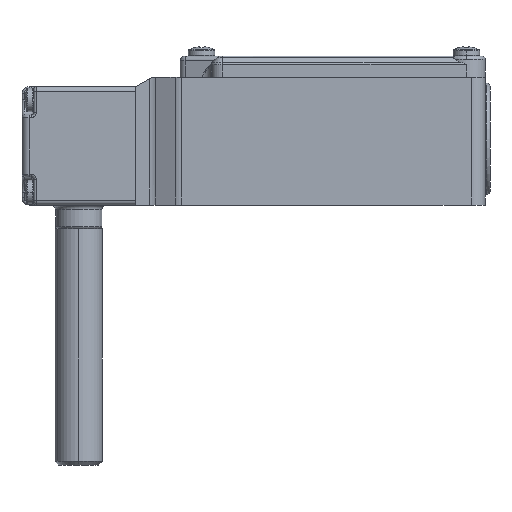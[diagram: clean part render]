
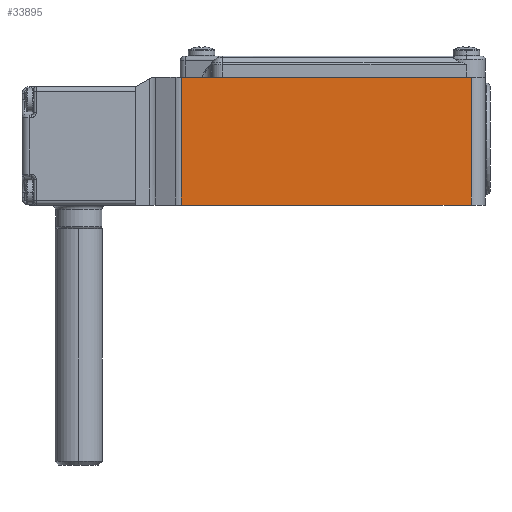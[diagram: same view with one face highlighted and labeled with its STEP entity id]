
A CAD part, left-side view. The second image highlights one B-rep face of the part: STEP entity #33895.
In plain terms, the highlighted planar face has unit normal (-1, 0, 0).
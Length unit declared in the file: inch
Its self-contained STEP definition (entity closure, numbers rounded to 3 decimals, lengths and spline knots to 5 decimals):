
#395 = ORIENTED_EDGE ( 'NONE', *, *, #31008, .T. ) ;
#1002 = DIRECTION ( 'NONE',  ( 0., 0., 1. ) ) ;
#3490 = VERTEX_POINT ( 'NONE', #16807 ) ;
#4153 = LINE ( 'NONE', #29208, #18049 ) ;
#4329 = CARTESIAN_POINT ( 'NONE',  ( -0.59055, 2.53287, 1.06299 ) ) ;
#5775 = VECTOR ( 'NONE', #17918, 39.37008 ) ;
#6148 = FACE_OUTER_BOUND ( 'NONE', #7194, .T. ) ;
#7194 = EDGE_LOOP ( 'NONE', ( #35582, #395, #8072, #25674 ) ) ;
#8072 = ORIENTED_EDGE ( 'NONE', *, *, #9722, .F. ) ;
#9161 = EDGE_CURVE ( 'NONE', #3490, #27019, #23225, .T. ) ;
#9722 = EDGE_CURVE ( 'NONE', #3490, #31132, #13142, .T. ) ;
#11651 = VECTOR ( 'NONE', #25632, 39.37008 ) ;
#12639 = EDGE_CURVE ( 'NONE', #16756, #27019, #27334, .T. ) ;
#13142 = LINE ( 'NONE', #34589, #5775 ) ;
#14929 = VECTOR ( 'NONE', #34485, 39.37008 ) ;
#15323 = DIRECTION ( 'NONE',  ( 0., 0., -1. ) ) ;
#16756 = VERTEX_POINT ( 'NONE', #4329 ) ;
#16807 = CARTESIAN_POINT ( 'NONE',  ( -0.59055, 0.11811, 0. ) ) ;
#16928 = CARTESIAN_POINT ( 'NONE',  ( -0.59055, 0.11811, 1.06299 ) ) ;
#17615 = DIRECTION ( 'NONE',  ( -1., 0., 0. ) ) ;
#17918 = DIRECTION ( 'NONE',  ( 0., 1., 0. ) ) ;
#18049 = VECTOR ( 'NONE', #15323, 39.37008 ) ;
#23225 = LINE ( 'NONE', #31688, #14929 ) ;
#25632 = DIRECTION ( 'NONE',  ( 0., -1., 0. ) ) ;
#25674 = ORIENTED_EDGE ( 'NONE', *, *, #9161, .T. ) ;
#26871 = AXIS2_PLACEMENT_3D ( 'NONE', #31480, #17615, #1002 ) ;
#27019 = VERTEX_POINT ( 'NONE', #16928 ) ;
#27334 = LINE ( 'NONE', #34062, #11651 ) ;
#28673 = PLANE ( 'NONE',  #26871 ) ;
#29208 = CARTESIAN_POINT ( 'NONE',  ( -0.59055, 2.53287, -2.77188 ) ) ;
#31008 = EDGE_CURVE ( 'NONE', #16756, #31132, #4153, .T. ) ;
#31132 = VERTEX_POINT ( 'NONE', #32991 ) ;
#31480 = CARTESIAN_POINT ( 'NONE',  ( -0.59055, 2.55906, -2.77188 ) ) ;
#31688 = CARTESIAN_POINT ( 'NONE',  ( -0.59055, 0.11811, 1.06299 ) ) ;
#32991 = CARTESIAN_POINT ( 'NONE',  ( -0.59055, 2.53287, 0. ) ) ;
#33895 = ADVANCED_FACE ( 'NONE', ( #6148 ), #28673, .T. ) ;
#34062 = CARTESIAN_POINT ( 'NONE',  ( -0.59055, 2.55906, 1.06299 ) ) ;
#34485 = DIRECTION ( 'NONE',  ( 0., 0., 1. ) ) ;
#34589 = CARTESIAN_POINT ( 'NONE',  ( -0.59055, 2.55906, 0. ) ) ;
#35582 = ORIENTED_EDGE ( 'NONE', *, *, #12639, .F. ) ;
